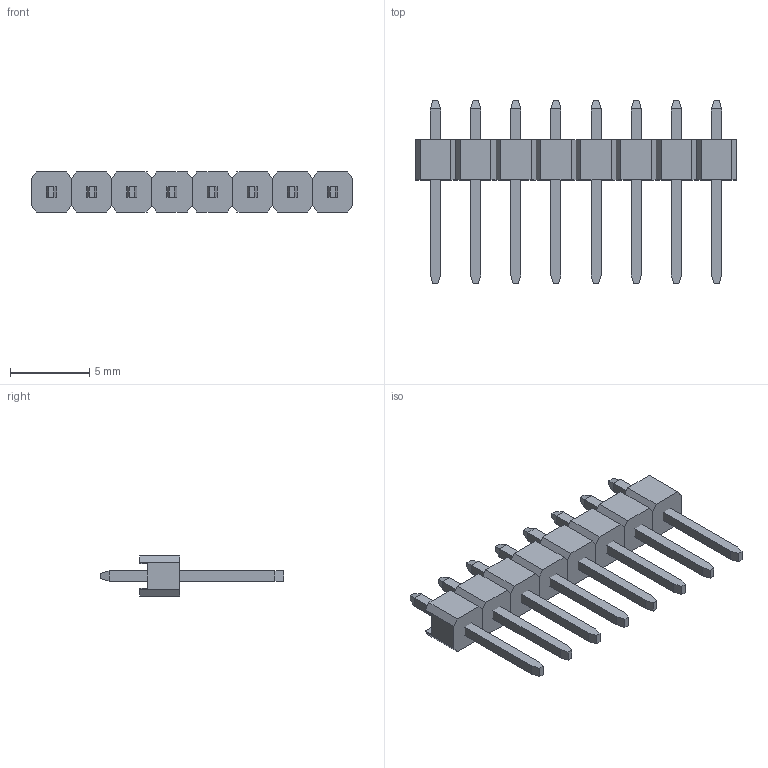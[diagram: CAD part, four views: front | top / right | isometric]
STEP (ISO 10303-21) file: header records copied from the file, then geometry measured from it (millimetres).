
FILE_DESCRIPTION (( 'STEP AP214' ), '1' );
FILE_NAME ('hdr8.STEP', '2018-05-20T08:46:50', ( '' ), ( '' ), 'SwSTEP 2.0', 'SolidWorks 2016', '' );
FILE_SCHEMA (( 'AUTOMOTIVE_DESIGN' ));
Length unit declared in the file: millimetre
Products named in the file (4): hdr8; pin; pin.1_11.2; pin.2
Assembly tree (10 placements, depth 3):
  hdr8
    pin  x8
      pin.2
      pin.1_11.2
Bounding box: 20.32 x 11.6 x 2.54 mm (x, y, z)
Volume: 147.1 mm3; surface area: 533.4 mm2
Topology: 16 solids, 16 shells, 208 faces, 496 edges, 320 vertices
Faces by surface type: plane 208
Entity records: 926 total; most frequent: CARTESIAN_POINT 142, DIRECTION 142, ORIENTED_EDGE 124, LINE 62, VECTOR 62, EDGE_CURVE 62, VERTEX_POINT 40, AXIS2_PLACEMENT_3D 40
